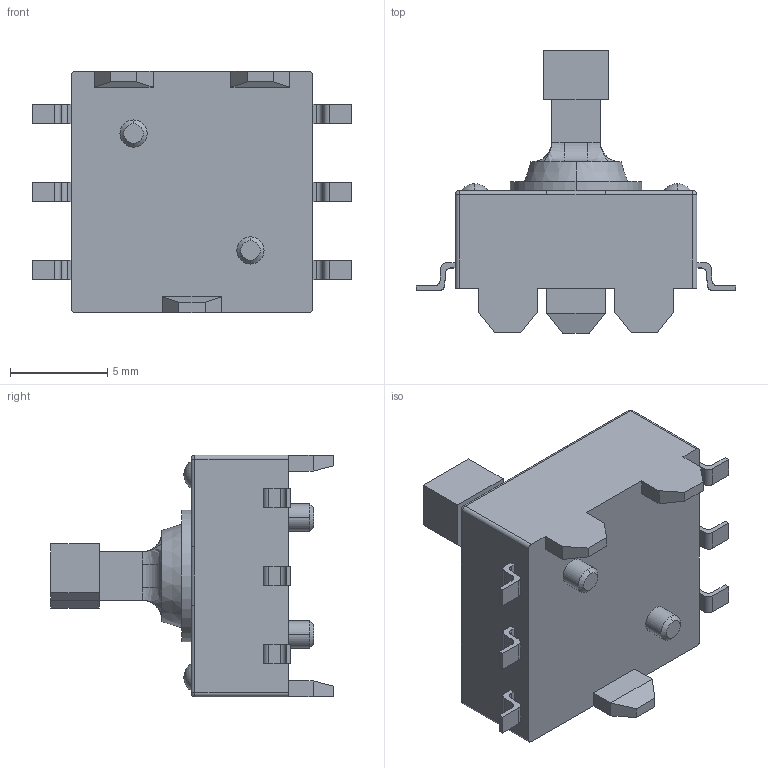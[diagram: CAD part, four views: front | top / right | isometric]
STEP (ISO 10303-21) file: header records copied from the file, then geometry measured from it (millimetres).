
FILE_DESCRIPTION (( 'STEP AP214' ), '1' );
FILE_NAME ('JS5208.STEP', '2022-09-21T11:45:11', ( '' ), ( '' ), 'SwSTEP 2.0', 'SolidWorks 2018', '' );
FILE_SCHEMA (( 'AUTOMOTIVE_DESIGN' ));
Length unit declared in the file: millimetre
Products named in the file (1): JS5208
Bounding box: 16.4 x 14.5 x 12.4 mm (x, y, z)
Volume: 876 mm3; surface area: 738.8 mm2
Topology: 1 solids, 1 shells, 186 faces, 499 edges, 318 vertices
Faces by surface type: plane 108, cylinder 52, torus 8, bspline 8, cone 6, sphere 4
Entity records: 7557 total; most frequent: CARTESIAN_POINT 1236, ORIENTED_EDGE 974, DIRECTION 969, EDGE_CURVE 487, LINE 339, VECTOR 339, VERTEX_POINT 318, AXIS2_PLACEMENT_3D 315
